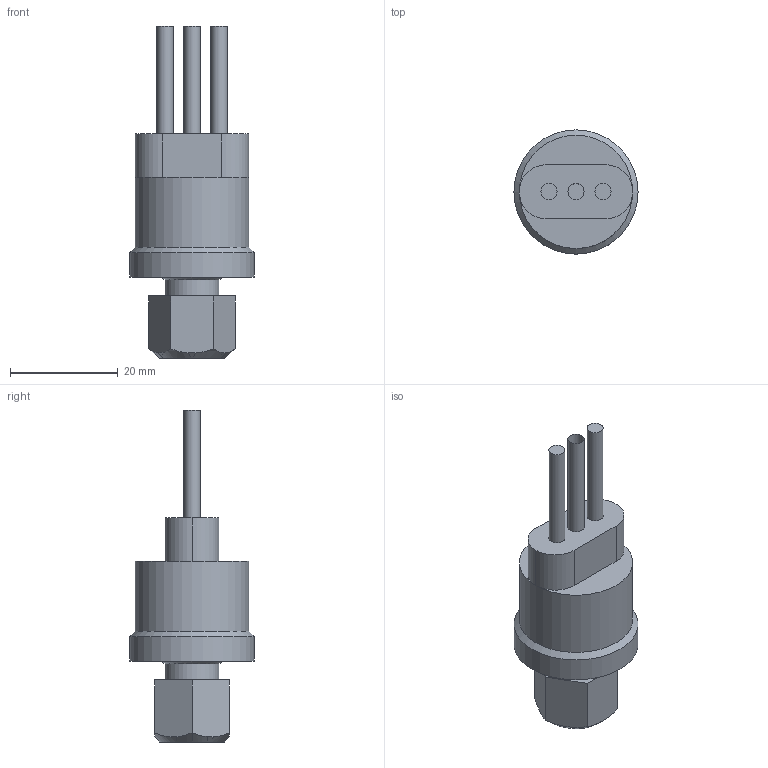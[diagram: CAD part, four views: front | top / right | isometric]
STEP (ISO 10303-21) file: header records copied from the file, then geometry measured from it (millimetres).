
FILE_DESCRIPTION(('TFLEX Exchange Step'),'2;1');
FILE_NAME('061F9055R.stp', '2024-04-18T12:08:33+03:00',('RUCO2978'),('Unknown organisation'),'TFLEX Exchange 2022.1','T-FLEX CAD','Unknown authorisation');
FILE_SCHEMA( ('AP242_MANAGED_MODEL_BASED_3D_ENGINEERING_MIM_LF {1 0 10303 442 1 1 4 }') );
Length unit declared in the file: millimetre
Products named in the file (1): Nodes
Bounding box: 23 x 23 x 61.5 mm (x, y, z)
Volume: 9694.2 mm3; surface area: 4299 mm2
Topology: 5 solids, 6 shells, 54 faces, 131 edges, 89 vertices
Faces by surface type: plane 28, cylinder 21, cone 5
Full cylindrical faces by diameter (mm): 2 x1, 3 x3, 8 x1, 10 x2, 21 x1, 22 x1, 23 x1
Entity records: 1784 total; most frequent: DIRECTION 312, CARTESIAN_POINT 295, ORIENTED_EDGE 260, EDGE_CURVE 131, AXIS2_PLACEMENT_3D 125, VERTEX_POINT 89, VECTOR 62, LINE 62
